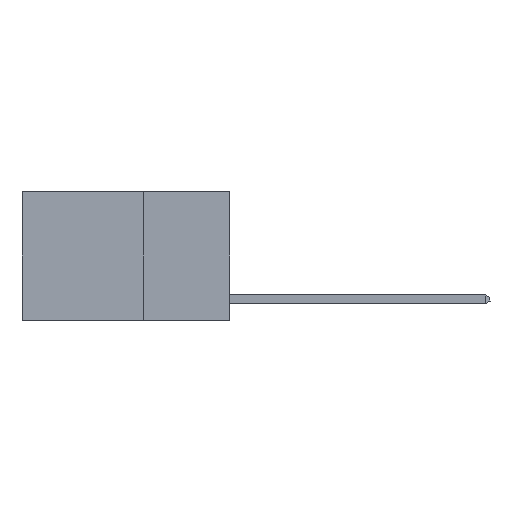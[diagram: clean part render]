
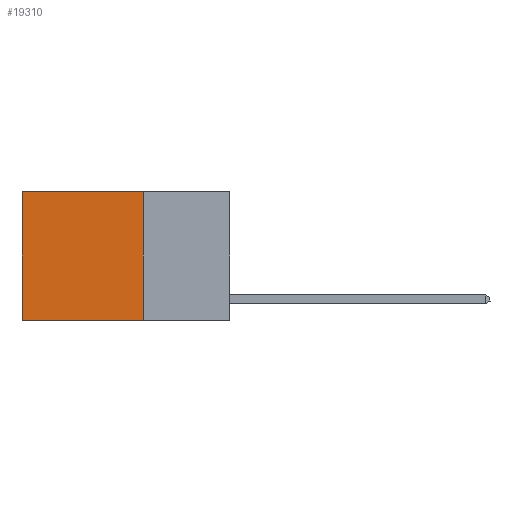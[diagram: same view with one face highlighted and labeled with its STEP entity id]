
A CAD part, left-side view. The second image highlights one B-rep face of the part: STEP entity #19310.
In plain terms, the highlighted planar face has unit normal (-1, 0, 0).
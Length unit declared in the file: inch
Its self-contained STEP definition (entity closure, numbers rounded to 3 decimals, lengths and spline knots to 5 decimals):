
#130 = CARTESIAN_POINT ( 'NONE',  ( 0.2625, 0.25, -0.37 ) ) ;
#223 = CARTESIAN_POINT ( 'NONE',  ( 0.2625, 0.25, 0. ) ) ;
#1458 = EDGE_CURVE ( 'NONE', #4271, #11454, #3408, .T. ) ;
#1479 = AXIS2_PLACEMENT_3D ( 'NONE', #2096, #26083, #13063 ) ;
#2096 = CARTESIAN_POINT ( 'NONE',  ( 0.2625, 0.25, 0. ) ) ;
#2686 = VERTEX_POINT ( 'NONE', #3926 ) ;
#3408 = LINE ( 'NONE', #14459, #25857 ) ;
#3926 = CARTESIAN_POINT ( 'NONE',  ( 0.2625, 0.25, -0.37 ) ) ;
#4271 = VERTEX_POINT ( 'NONE', #20089 ) ;
#4445 = EDGE_LOOP ( 'NONE', ( #14807, #18223, #6927, #22732 ) ) ;
#4963 = LINE ( 'NONE', #130, #21633 ) ;
#6753 = DIRECTION ( 'NONE',  ( 0., 0., -1. ) ) ;
#6768 = VECTOR ( 'NONE', #14520, 39.37008 ) ;
#6927 = ORIENTED_EDGE ( 'NONE', *, *, #26158, .F. ) ;
#9378 = VECTOR ( 'NONE', #6753, 39.37008 ) ;
#10338 = VERTEX_POINT ( 'NONE', #19981 ) ;
#11454 = VERTEX_POINT ( 'NONE', #19889 ) ;
#13063 = DIRECTION ( 'NONE',  ( 0., 0., -1. ) ) ;
#14459 = CARTESIAN_POINT ( 'NONE',  ( 0.2625, 0.6, 0. ) ) ;
#14520 = DIRECTION ( 'NONE',  ( 0., 1., 0. ) ) ;
#14807 = ORIENTED_EDGE ( 'NONE', *, *, #1458, .T. ) ;
#15119 = EDGE_CURVE ( 'NONE', #10338, #4271, #24126, .T. ) ;
#16725 = DIRECTION ( 'NONE',  ( 0., 0., -1. ) ) ;
#18223 = ORIENTED_EDGE ( 'NONE', *, *, #26119, .F. ) ;
#18852 = CARTESIAN_POINT ( 'NONE',  ( 0.2625, 0.25, 0. ) ) ;
#19310 = ADVANCED_FACE ( 'NONE', ( #28024 ), #23880, .F. ) ;
#19590 = DIRECTION ( 'NONE',  ( 0., 1., 0. ) ) ;
#19889 = CARTESIAN_POINT ( 'NONE',  ( 0.2625, 0.6, -0.37 ) ) ;
#19981 = CARTESIAN_POINT ( 'NONE',  ( 0.2625, 0.25, 0. ) ) ;
#20089 = CARTESIAN_POINT ( 'NONE',  ( 0.2625, 0.6, 0. ) ) ;
#21633 = VECTOR ( 'NONE', #19590, 39.37008 ) ;
#22732 = ORIENTED_EDGE ( 'NONE', *, *, #15119, .T. ) ;
#23880 = PLANE ( 'NONE',  #1479 ) ;
#24126 = LINE ( 'NONE', #18852, #6768 ) ;
#25857 = VECTOR ( 'NONE', #16725, 39.37008 ) ;
#26083 = DIRECTION ( 'NONE',  ( 1., 0., 0. ) ) ;
#26119 = EDGE_CURVE ( 'NONE', #2686, #11454, #4963, .T. ) ;
#26158 = EDGE_CURVE ( 'NONE', #10338, #2686, #27436, .T. ) ;
#27436 = LINE ( 'NONE', #223, #9378 ) ;
#28024 = FACE_OUTER_BOUND ( 'NONE', #4445, .T. ) ;
